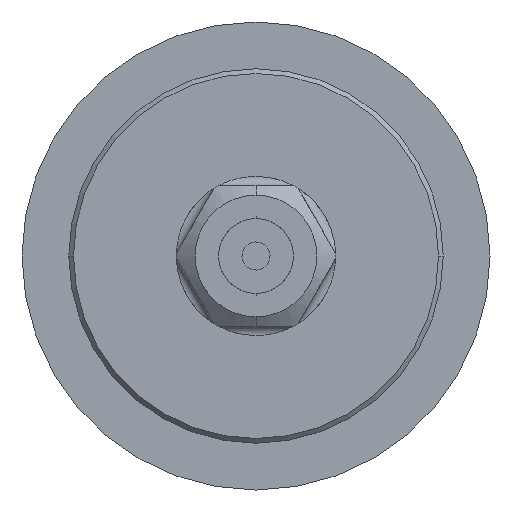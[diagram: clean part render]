
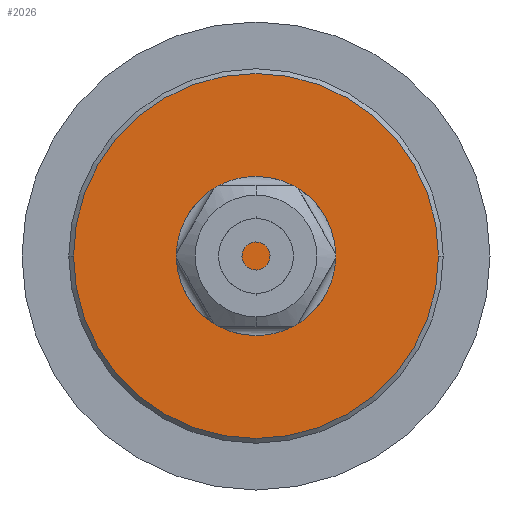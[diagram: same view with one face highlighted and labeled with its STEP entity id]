
A CAD part, front view. The second image highlights one B-rep face of the part: STEP entity #2026.
In plain terms, the highlighted face is planar.
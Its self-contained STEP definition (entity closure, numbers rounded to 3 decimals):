
#12 = AXIS2_PLACEMENT_3D ( 'NONE', #885, #2278, #2633 ) ;
#85 = CARTESIAN_POINT ( 'NONE',  ( 0., 0., 16.5 ) ) ;
#95 = CARTESIAN_POINT ( 'NONE',  ( 0., 0., 16.5 ) ) ;
#174 = VERTEX_POINT ( 'NONE', #3257 ) ;
#193 = CARTESIAN_POINT ( 'NONE',  ( -39., 0., 16.5 ) ) ;
#412 = AXIS2_PLACEMENT_3D ( 'NONE', #95, #2558, #468 ) ;
#468 = DIRECTION ( 'NONE',  ( 1., 0., 0. ) ) ;
#885 = CARTESIAN_POINT ( 'NONE',  ( 0., 0., 16.5 ) ) ;
#1109 = ORIENTED_EDGE ( 'NONE', *, *, #4198, .T. ) ;
#1491 = DIRECTION ( 'NONE',  ( 1., 0., 0. ) ) ;
#1852 = EDGE_LOOP ( 'NONE', ( #2845, #1109 ) ) ;
#1915 = AXIS2_PLACEMENT_3D ( 'NONE', #85, #2899, #1491 ) ;
#2026 = ADVANCED_FACE ( 'NONE', ( #4095 ), #4372, .T. ) ;
#2064 = VERTEX_POINT ( 'NONE', #193 ) ;
#2278 = DIRECTION ( 'NONE',  ( 0., 0., 1. ) ) ;
#2459 = CIRCLE ( 'NONE', #1915, 39. ) ;
#2558 = DIRECTION ( 'NONE',  ( 0., 0., 1. ) ) ;
#2562 = EDGE_CURVE ( 'NONE', #2064, #174, #2459, .T. ) ;
#2633 = DIRECTION ( 'NONE',  ( 1., 0., 0. ) ) ;
#2845 = ORIENTED_EDGE ( 'NONE', *, *, #2562, .T. ) ;
#2899 = DIRECTION ( 'NONE',  ( 0., 0., 1. ) ) ;
#3257 = CARTESIAN_POINT ( 'NONE',  ( 39., 0., 16.5 ) ) ;
#3580 = CIRCLE ( 'NONE', #412, 39. ) ;
#4095 = FACE_OUTER_BOUND ( 'NONE', #1852, .T. ) ;
#4198 = EDGE_CURVE ( 'NONE', #174, #2064, #3580, .T. ) ;
#4372 = PLANE ( 'NONE',  #12 ) ;
